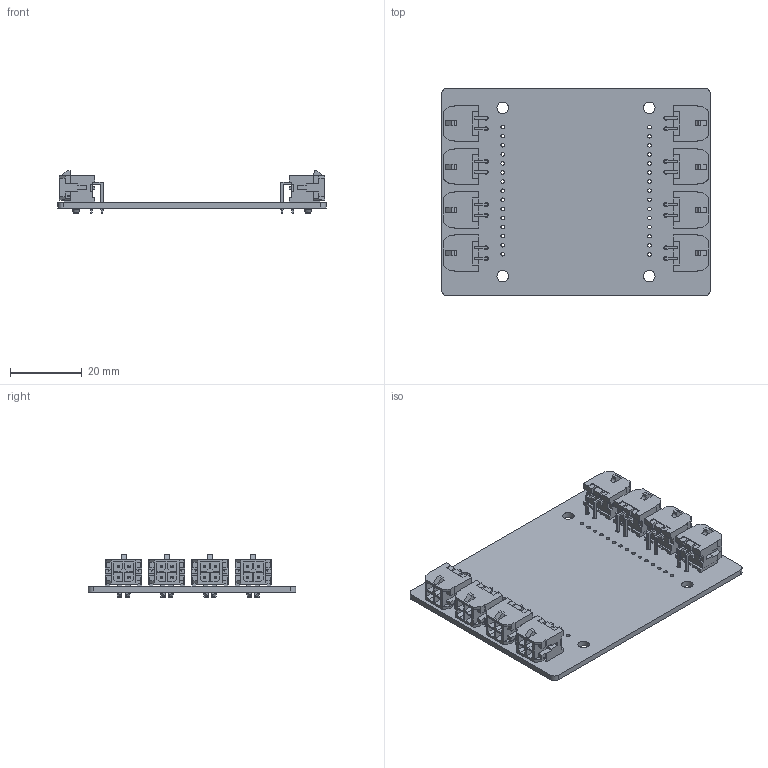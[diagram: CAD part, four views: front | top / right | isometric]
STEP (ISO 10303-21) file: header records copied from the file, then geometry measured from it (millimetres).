
FILE_DESCRIPTION(('KiCad electronic assembly'),'2;1');
FILE_NAME('LoadCellConnectionBoard.step','2021-02-06T17:07:34',( 'An Author'),('A Company'),'Open CASCADE STEP processor 7.3', 'KiCad to STEP converter','Unknown');
FILE_SCHEMA(('AUTOMOTIVE_DESIGN { 1 0 10303 214 1 1 1 1 }'));
Length unit declared in the file: millimetre
Products named in the file (5): Open CASCADE STEP translator 7.3 1; 430450400; SOLID; Pin_Header_Straight_1x15_Pitch2.54mm; COMPOUND
Assembly tree (12 placements, depth 3):
  Open CASCADE STEP translator 7.3 1
    430450400  x8
      SOLID
    Pin_Header_Straight_1x15_Pitch2.54mm  x2
    COMPOUND
Bounding box: 75 x 58 x 11.95 mm (x, y, z)
Volume: 10358.1 mm3; surface area: 17191.2 mm2
Topology: 9 solids, 9 shells, 2188 faces, 5726 edges, 3628 vertices
Faces by surface type: plane 2038, cylinder 118, cone 16, torus 16
Full cylindrical faces by diameter (mm): 1 x30, 1.1 x32, 3.1 x8, 3.2 x4
Entity records: 23479 total; most frequent: CARTESIAN_POINT 4066, DIRECTION 3645, LINE 2405, VECTOR 2405, ORIENTED_EDGE 1862, PCURVE 1862, DEFINITIONAL_REPRESENTATION 1862, EDGE_CURVE 931
